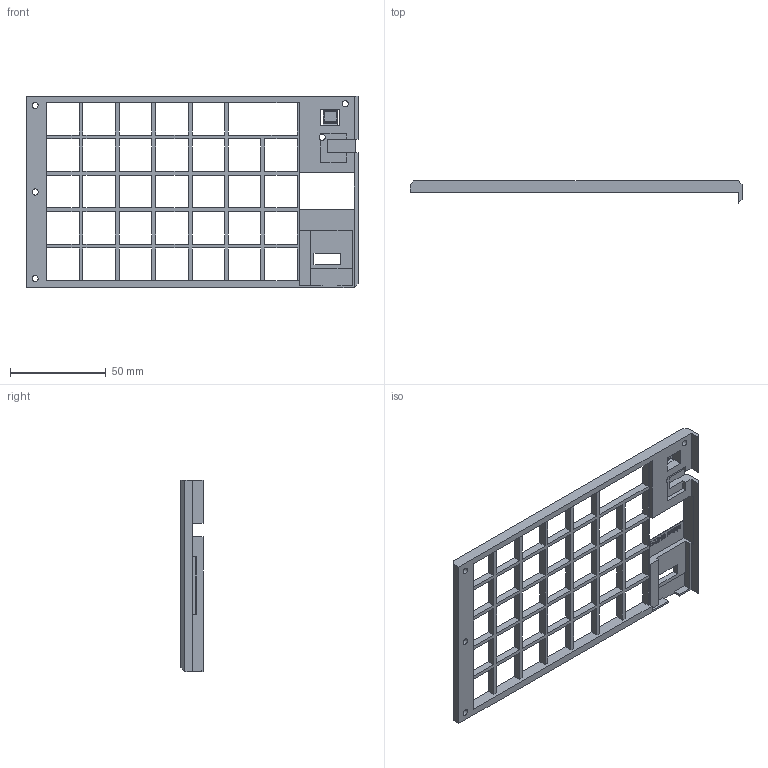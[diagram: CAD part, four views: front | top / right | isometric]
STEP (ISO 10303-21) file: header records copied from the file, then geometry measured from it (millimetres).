
FILE_DESCRIPTION(/* description */ ('STEP AP242','CAx-IF Rec.Pracs.---Representation and Presentation of Product Manufacturing Information (PMI)---4.0---2014-10-13','CAx-IF Rec.Pracs.---3D Tessellated Geometry---0.4---2014-09-14','2;1'),/* implementation_level */ '2;1');
FILE_NAME(/* name */ '689b9ff485313768c7b8b083',/* time_stamp */ '2025-08-12T20:11:34Z',/* author */ (''),/* organization */ (''),/* preprocessor_version */ 'ST-DEVELOPER v20',/* originating_system */ 'ONSHAPE BY PTC INC, 1.202',/* authorisation */ ' ');
FILE_SCHEMA (('AP242_MANAGED_MODEL_BASED_3D_ENGINEERING_MIM_LF { 1 0 10303 442 1 1 4 }'));
Length unit declared in the file: metre
Products named in the file (1): Part 2
Bounding box: 173.44 x 11.5 x 100 mm (x, y, z)
Volume: 29654.2 mm3; surface area: 28647.1 mm2
Topology: 1 solids, 1 shells, 798 faces, 2287 edges, 1522 vertices
Faces by surface type: plane 466, bspline 174, cylinder 153, cone 5
Full cylindrical faces by diameter (mm): 3.2 x5
Entity records: 26610 total; most frequent: CARTESIAN_POINT 6502, ORIENTED_EDGE 4544, DIRECTION 3486, EDGE_CURVE 2272, LINE 1612, VECTOR 1612, VERTEX_POINT 1517, AXIS2_PLACEMENT_3D 937
